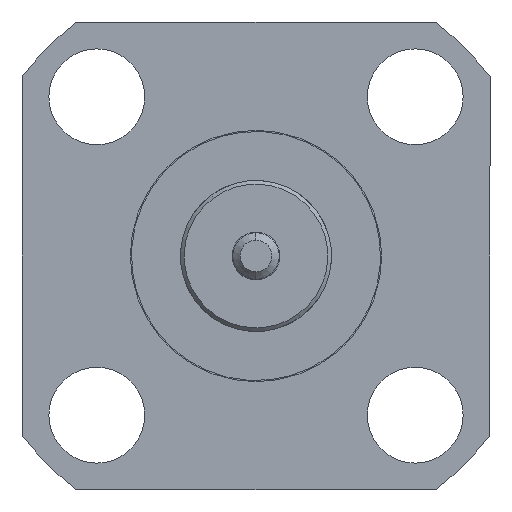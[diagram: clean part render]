
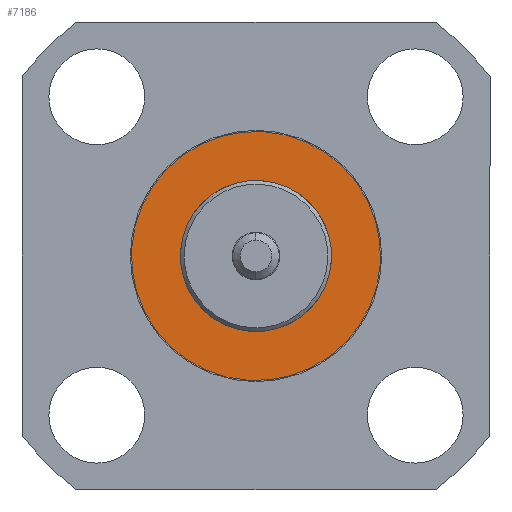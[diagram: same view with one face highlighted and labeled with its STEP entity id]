
A CAD part, front view. The second image highlights one B-rep face of the part: STEP entity #7186.
In plain terms, the highlighted face is planar.
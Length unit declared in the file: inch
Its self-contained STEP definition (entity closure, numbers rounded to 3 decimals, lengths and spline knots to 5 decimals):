
#562 = DIRECTION ( 'NONE',  ( 0., 0., -1. ) ) ;
#1461 = ORIENTED_EDGE ( 'NONE', *, *, #2228, .T. ) ;
#1495 = DIRECTION ( 'NONE',  ( 0., 0., -1. ) ) ;
#1835 = CARTESIAN_POINT ( 'NONE',  ( 0., 0., 0. ) ) ;
#2228 = EDGE_CURVE ( 'NONE', #4208, #7863, #8992, .T. ) ;
#2245 = AXIS2_PLACEMENT_3D ( 'NONE', #1835, #6850, #9477 ) ;
#2345 = VERTEX_POINT ( 'NONE', #5764 ) ;
#2774 = VERTEX_POINT ( 'NONE', #2863 ) ;
#2863 = CARTESIAN_POINT ( 'NONE',  ( 0., 0., 0.08071 ) ) ;
#3064 = CIRCLE ( 'NONE', #7131, 0.08071 ) ;
#3076 = EDGE_LOOP ( 'NONE', ( #6420, #1461 ) ) ;
#3185 = EDGE_CURVE ( 'NONE', #2345, #2774, #5271, .T. ) ;
#3345 = EDGE_CURVE ( 'NONE', #2774, #2345, #3064, .T. ) ;
#3911 = DIRECTION ( 'NONE',  ( -1., 0., 0. ) ) ;
#3922 = AXIS2_PLACEMENT_3D ( 'NONE', #8715, #9368, #562 ) ;
#3979 = CARTESIAN_POINT ( 'NONE',  ( 0., 0., 0. ) ) ;
#4019 = CARTESIAN_POINT ( 'NONE',  ( 0., 0., 0. ) ) ;
#4208 = VERTEX_POINT ( 'NONE', #6463 ) ;
#4303 = FACE_OUTER_BOUND ( 'NONE', #3076, .T. ) ;
#4418 = EDGE_CURVE ( 'NONE', #7863, #4208, #7329, .T. ) ;
#4693 = ORIENTED_EDGE ( 'NONE', *, *, #3185, .T. ) ;
#5271 = CIRCLE ( 'NONE', #5448, 0.08071 ) ;
#5427 = DIRECTION ( 'NONE',  ( 0., 0., -1. ) ) ;
#5448 = AXIS2_PLACEMENT_3D ( 'NONE', #3979, #7158, #5427 ) ;
#5764 = CARTESIAN_POINT ( 'NONE',  ( 0., 0., -0.08071 ) ) ;
#5853 = ORIENTED_EDGE ( 'NONE', *, *, #3345, .T. ) ;
#5897 = CARTESIAN_POINT ( 'NONE',  ( 0., 0.08071, 0. ) ) ;
#6420 = ORIENTED_EDGE ( 'NONE', *, *, #4418, .T. ) ;
#6463 = CARTESIAN_POINT ( 'NONE',  ( 0., 0., 0.13307 ) ) ;
#6609 = DIRECTION ( 'NONE',  ( 0., 0., -1. ) ) ;
#6850 = DIRECTION ( 'NONE',  ( 1., 0., 0. ) ) ;
#7131 = AXIS2_PLACEMENT_3D ( 'NONE', #4019, #3911, #1495 ) ;
#7158 = DIRECTION ( 'NONE',  ( -1., 0., 0. ) ) ;
#7186 = ADVANCED_FACE ( 'NONE', ( #8319, #4303 ), #8276, .T. ) ;
#7329 = CIRCLE ( 'NONE', #2245, 0.13307 ) ;
#7591 = DIRECTION ( 'NONE',  ( 1., 0., 0. ) ) ;
#7863 = VERTEX_POINT ( 'NONE', #8636 ) ;
#8276 = PLANE ( 'NONE',  #9891 ) ;
#8319 = FACE_BOUND ( 'NONE', #9816, .T. ) ;
#8636 = CARTESIAN_POINT ( 'NONE',  ( 0., 0., -0.13307 ) ) ;
#8715 = CARTESIAN_POINT ( 'NONE',  ( 0., 0., 0. ) ) ;
#8992 = CIRCLE ( 'NONE', #3922, 0.13307 ) ;
#9368 = DIRECTION ( 'NONE',  ( 1., 0., 0. ) ) ;
#9477 = DIRECTION ( 'NONE',  ( 0., 0., -1. ) ) ;
#9816 = EDGE_LOOP ( 'NONE', ( #4693, #5853 ) ) ;
#9891 = AXIS2_PLACEMENT_3D ( 'NONE', #5897, #7591, #6609 ) ;
